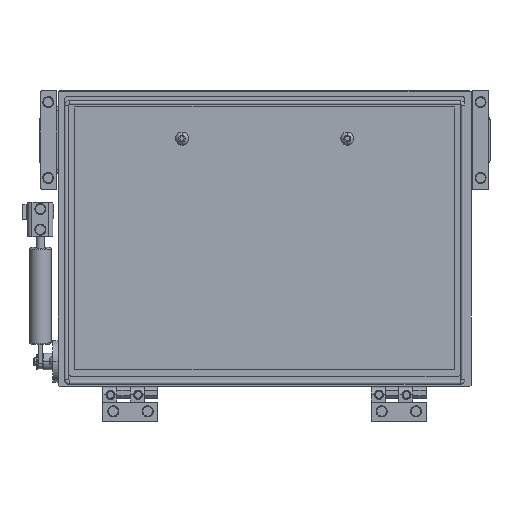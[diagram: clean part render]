
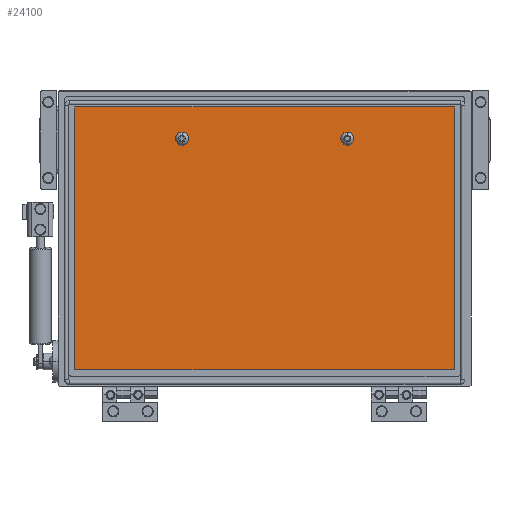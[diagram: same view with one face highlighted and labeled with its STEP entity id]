
A CAD part, front view. The second image highlights one B-rep face of the part: STEP entity #24100.
In plain terms, the highlighted planar face has unit normal (0, -1, 0).
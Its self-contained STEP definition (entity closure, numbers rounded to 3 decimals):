
#206 = CARTESIAN_POINT ( 'NONE',  ( 138., 24., 95.5 ) ) ;
#1452 = DIRECTION ( 'NONE',  ( 0., 0., -1. ) ) ;
#1757 = LINE ( 'NONE', #33724, #19912 ) ;
#1822 = CARTESIAN_POINT ( 'NONE',  ( 60., 24., 75.25 ) ) ;
#1912 = EDGE_CURVE ( 'NONE', #24080, #11577, #1757, .T. ) ;
#2429 = CARTESIAN_POINT ( 'NONE',  ( -138., 24., -95.5 ) ) ;
#2640 = EDGE_LOOP ( 'NONE', ( #14291, #19079 ) ) ;
#2937 = ORIENTED_EDGE ( 'NONE', *, *, #22332, .T. ) ;
#3399 = CARTESIAN_POINT ( 'NONE',  ( -60., 24., 69.75 ) ) ;
#3594 = VERTEX_POINT ( 'NONE', #13136 ) ;
#4208 = LINE ( 'NONE', #32851, #42265 ) ;
#5589 = CARTESIAN_POINT ( 'NONE',  ( 138., 24., 95.5 ) ) ;
#6961 = AXIS2_PLACEMENT_3D ( 'NONE', #29193, #21882, #47544 ) ;
#7764 = DIRECTION ( 'NONE',  ( 0., -1., 0. ) ) ;
#7889 = DIRECTION ( 'NONE',  ( 0., 0., -1. ) ) ;
#8882 = FACE_BOUND ( 'NONE', #8901, .T. ) ;
#8901 = EDGE_LOOP ( 'NONE', ( #42160, #14993 ) ) ;
#9843 = VERTEX_POINT ( 'NONE', #1822 ) ;
#10059 = FACE_BOUND ( 'NONE', #2640, .T. ) ;
#10206 = CARTESIAN_POINT ( 'NONE',  ( 60., 24., 72.5 ) ) ;
#10403 = LINE ( 'NONE', #5589, #35567 ) ;
#10603 = CIRCLE ( 'NONE', #44987, 2.75 ) ;
#11016 = CARTESIAN_POINT ( 'NONE',  ( -138., 24., -95.5 ) ) ;
#11471 = VERTEX_POINT ( 'NONE', #12436 ) ;
#11560 = VECTOR ( 'NONE', #7889, 1000. ) ;
#11577 = VERTEX_POINT ( 'NONE', #39114 ) ;
#12436 = CARTESIAN_POINT ( 'NONE',  ( 60., 24., 69.75 ) ) ;
#13059 = EDGE_CURVE ( 'NONE', #29577, #22677, #10603, .T. ) ;
#13136 = CARTESIAN_POINT ( 'NONE',  ( 138., 24., -95.5 ) ) ;
#13157 = CARTESIAN_POINT ( 'NONE',  ( -60., 24., 72.5 ) ) ;
#14291 = ORIENTED_EDGE ( 'NONE', *, *, #35102, .F. ) ;
#14297 = ORIENTED_EDGE ( 'NONE', *, *, #1912, .T. ) ;
#14993 = ORIENTED_EDGE ( 'NONE', *, *, #13059, .F. ) ;
#15988 = DIRECTION ( 'NONE',  ( 0., -1., 0. ) ) ;
#16401 = DIRECTION ( 'NONE',  ( 0., -1., 0. ) ) ;
#16673 = CIRCLE ( 'NONE', #6961, 2.75 ) ;
#16756 = DIRECTION ( 'NONE',  ( 0., -1., 0. ) ) ;
#18394 = PLANE ( 'NONE',  #44269 ) ;
#19079 = ORIENTED_EDGE ( 'NONE', *, *, #42102, .F. ) ;
#19174 = CARTESIAN_POINT ( 'NONE',  ( -138., 24., 95.5 ) ) ;
#19912 = VECTOR ( 'NONE', #45020, 1000. ) ;
#20991 = CIRCLE ( 'NONE', #42980, 2.75 ) ;
#21882 = DIRECTION ( 'NONE',  ( 0., -1., 0. ) ) ;
#22254 = DIRECTION ( 'NONE',  ( 1., 0., 0. ) ) ;
#22332 = EDGE_CURVE ( 'NONE', #3594, #24080, #10403, .T. ) ;
#22677 = VERTEX_POINT ( 'NONE', #32700 ) ;
#23575 = DIRECTION ( 'NONE',  ( 0., 0., 1. ) ) ;
#24080 = VERTEX_POINT ( 'NONE', #206 ) ;
#24100 = ADVANCED_FACE ( 'NONE', ( #8882, #10059, #44576 ), #18394, .T. ) ;
#27737 = ORIENTED_EDGE ( 'NONE', *, *, #33579, .T. ) ;
#28643 = ORIENTED_EDGE ( 'NONE', *, *, #35360, .T. ) ;
#29193 = CARTESIAN_POINT ( 'NONE',  ( 60., 24., 72.5 ) ) ;
#29577 = VERTEX_POINT ( 'NONE', #3399 ) ;
#32049 = EDGE_CURVE ( 'NONE', #22677, #29577, #38879, .T. ) ;
#32700 = CARTESIAN_POINT ( 'NONE',  ( -60., 24., 75.25 ) ) ;
#32851 = CARTESIAN_POINT ( 'NONE',  ( -138., 24., -95.5 ) ) ;
#33579 = EDGE_CURVE ( 'NONE', #37023, #3594, #4208, .T. ) ;
#33724 = CARTESIAN_POINT ( 'NONE',  ( -138., 24., 95.5 ) ) ;
#35102 = EDGE_CURVE ( 'NONE', #9843, #11471, #20991, .T. ) ;
#35360 = EDGE_CURVE ( 'NONE', #11577, #37023, #36235, .T. ) ;
#35567 = VECTOR ( 'NONE', #23575, 1000. ) ;
#36235 = LINE ( 'NONE', #19174, #11560 ) ;
#37023 = VERTEX_POINT ( 'NONE', #2429 ) ;
#37221 = DIRECTION ( 'NONE',  ( 0., 0., -1. ) ) ;
#38879 = CIRCLE ( 'NONE', #41507, 2.75 ) ;
#39114 = CARTESIAN_POINT ( 'NONE',  ( -138., 24., 95.5 ) ) ;
#39192 = DIRECTION ( 'NONE',  ( 0., 0., -1. ) ) ;
#41507 = AXIS2_PLACEMENT_3D ( 'NONE', #46258, #15988, #1452 ) ;
#42102 = EDGE_CURVE ( 'NONE', #11471, #9843, #16673, .T. ) ;
#42160 = ORIENTED_EDGE ( 'NONE', *, *, #32049, .F. ) ;
#42265 = VECTOR ( 'NONE', #22254, 1000. ) ;
#42980 = AXIS2_PLACEMENT_3D ( 'NONE', #10206, #16401, #43569 ) ;
#43569 = DIRECTION ( 'NONE',  ( 0., 0., -1. ) ) ;
#44269 = AXIS2_PLACEMENT_3D ( 'NONE', #11016, #7764, #37221 ) ;
#44576 = FACE_OUTER_BOUND ( 'NONE', #47452, .T. ) ;
#44987 = AXIS2_PLACEMENT_3D ( 'NONE', #13157, #16756, #39192 ) ;
#45020 = DIRECTION ( 'NONE',  ( -1., 0., 0. ) ) ;
#46258 = CARTESIAN_POINT ( 'NONE',  ( -60., 24., 72.5 ) ) ;
#47452 = EDGE_LOOP ( 'NONE', ( #28643, #27737, #2937, #14297 ) ) ;
#47544 = DIRECTION ( 'NONE',  ( 0., 0., -1. ) ) ;
